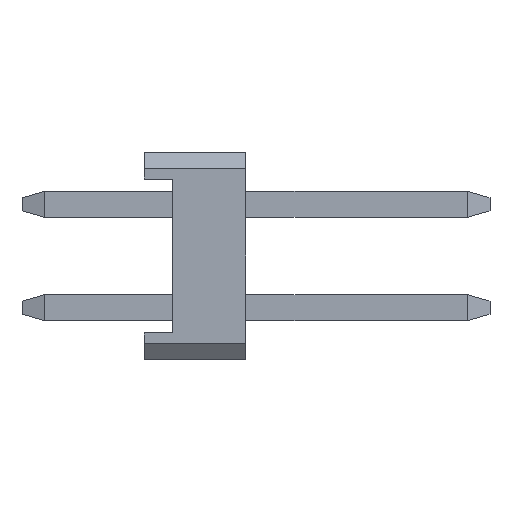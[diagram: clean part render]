
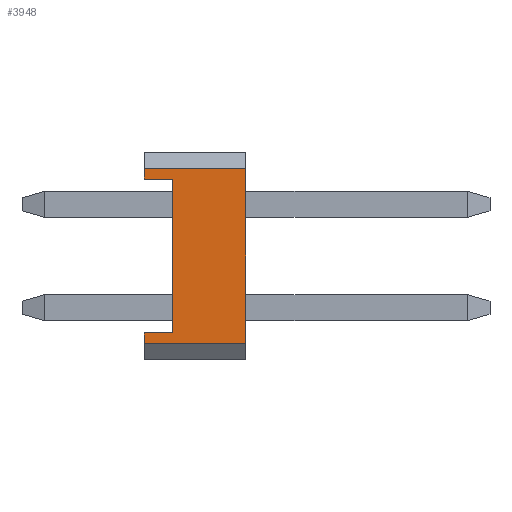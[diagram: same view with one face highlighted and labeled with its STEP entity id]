
A CAD part, left-side view. The second image highlights one B-rep face of the part: STEP entity #3948.
In plain terms, the highlighted planar face has unit normal (-1, 0, 0).
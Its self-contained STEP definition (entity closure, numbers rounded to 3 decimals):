
#2274=VERTEX_POINT('',#6426);
#2286=EDGE_CURVE('',#3878,#4314,#6440,.T.);
#2776=VERTEX_POINT('',#6986);
#3398=EDGE_CURVE('',#5884,#4378,#7683,.T.);
#3520=EDGE_CURVE('',#2776,#3878,#7814,.T.);
#3878=VERTEX_POINT('',#8238);
#3948=ADVANCED_FACE('',(#8322),#8323,.T.);
#4312=EDGE_CURVE('',#4378,#5020,#8722,.T.);
#4314=VERTEX_POINT('',#8724);
#4378=VERTEX_POINT('',#8796);
#4478=EDGE_CURVE('',#2274,#5884,#8906,.T.);
#4662=EDGE_CURVE('',#5228,#2776,#9103,.T.);
#4700=EDGE_CURVE('',#5020,#5228,#9148,.T.);
#5020=VERTEX_POINT('',#9498);
#5228=VERTEX_POINT('',#9720);
#5884=VERTEX_POINT('',#10436);
#6092=EDGE_CURVE('',#2274,#4314,#10665,.T.);
#6426=CARTESIAN_POINT('',(-11.43,0.,2.147));
#6440=LINE('',#11128,#11129);
#6986=CARTESIAN_POINT('',(-11.43,0.,-2.147));
#7683=LINE('',#12927,#12928);
#7814=LINE('',#13126,#13127);
#8238=CARTESIAN_POINT('',(-11.43,-2.5,-2.147));
#8322=FACE_OUTER_BOUND('',#13809,.T.);
#8323=PLANE('',#13810);
#8722=LINE('',#14394,#14395);
#8724=CARTESIAN_POINT('',(-11.43,-2.5,2.147));
#8796=CARTESIAN_POINT('',(-11.43,-0.7,1.89));
#8906=LINE('',#14650,#14651);
#9103=LINE('',#14945,#14946);
#9148=LINE('',#15002,#15003);
#9498=CARTESIAN_POINT('',(-11.43,-0.7,-1.89));
#9720=CARTESIAN_POINT('',(-11.43,0.,-1.89));
#10436=CARTESIAN_POINT('',(-11.43,0.,1.89));
#10665=LINE('',#17209,#17210);
#11128=CARTESIAN_POINT('',(-11.43,-2.5,2.147));
#11129=VECTOR('',#17654,1.0);
#12927=CARTESIAN_POINT('',(-11.43,0.075,1.89));
#12928=VECTOR('',#18976,1.0);
#13126=CARTESIAN_POINT('',(-11.43,0.,-2.147));
#13127=VECTOR('',#19084,1.0);
#13809=EDGE_LOOP('',(#19750,#19751,#19752,#19753,#19754,#19755,#19756,#19757));
#13810=AXIS2_PLACEMENT_3D('',#19758,#19759,#19760);
#14394=CARTESIAN_POINT('',(-11.43,-0.7,-1.073));
#14395=VECTOR('',#20138,1.0);
#14650=CARTESIAN_POINT('',(-11.43,0.,2.147));
#14651=VECTOR('',#20347,1.0);
#14945=CARTESIAN_POINT('',(-11.43,0.,2.147));
#14946=VECTOR('',#20503,1.0);
#15002=CARTESIAN_POINT('',(-11.43,0.075,-1.89));
#15003=VECTOR('',#20569,1.0);
#17209=CARTESIAN_POINT('',(-11.43,0.,2.147));
#17210=VECTOR('',#21966,1.0);
#17654=DIRECTION('',(0.0,0.,1.0));
#18976=DIRECTION('',(0.0,-1.0,0.));
#19084=DIRECTION('',(0.0,-1.0,0.));
#19750=ORIENTED_EDGE('',*,*,#4700,.T.);
#19751=ORIENTED_EDGE('',*,*,#4662,.T.);
#19752=ORIENTED_EDGE('',*,*,#3520,.T.);
#19753=ORIENTED_EDGE('',*,*,#2286,.T.);
#19754=ORIENTED_EDGE('',*,*,#6092,.F.);
#19755=ORIENTED_EDGE('',*,*,#4478,.T.);
#19756=ORIENTED_EDGE('',*,*,#3398,.T.);
#19757=ORIENTED_EDGE('',*,*,#4312,.T.);
#19758=CARTESIAN_POINT('',(-11.43,0.,-2.147));
#19759=DIRECTION('',(-1.0,0.0,0.0));
#19760=DIRECTION('',(0.0,0.,-1.0));
#20138=DIRECTION('',(0.0,0.,-1.0));
#20347=DIRECTION('',(0.0,0.,-1.0));
#20503=DIRECTION('',(0.0,0.,-1.0));
#20569=DIRECTION('',(0.0,1.0,0.));
#21966=DIRECTION('',(0.0,-1.0,0.));
